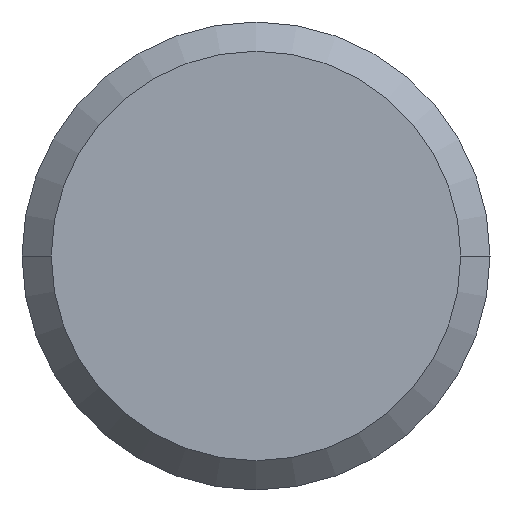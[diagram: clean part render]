
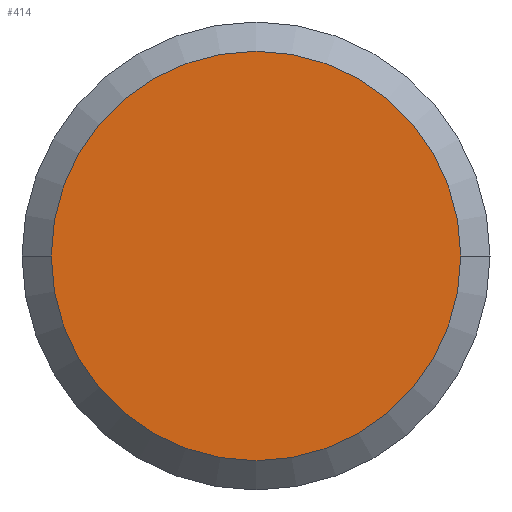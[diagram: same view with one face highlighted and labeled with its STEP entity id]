
A CAD part, left-side view. The second image highlights one B-rep face of the part: STEP entity #414.
In plain terms, the highlighted planar face has unit normal (-1, 0, 0).
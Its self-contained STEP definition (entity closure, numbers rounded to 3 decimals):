
#121=CARTESIAN_POINT('',(-13.6,0.,0.));
#122=DIRECTION('',(-1.,0.,0.));
#123=DIRECTION('',(0.,1.,0.));
#124=AXIS2_PLACEMENT_3D('',#121,#122,#123);
#139=CARTESIAN_POINT('',(-13.6,0.,0.));
#140=DIRECTION('',(1.,0.,0.));
#141=DIRECTION('',(0.,1.,0.));
#142=AXIS2_PLACEMENT_3D('',#139,#140,#141);
#173=CARTESIAN_POINT('',(-13.6,3.5,0.));
#174=CARTESIAN_POINT('',(-13.6,-3.5,0.));
#175=VERTEX_POINT('',#173);
#176=VERTEX_POINT('',#174);
#404=CARTESIAN_POINT('',(-13.6,0.,0.));
#405=DIRECTION('',(1.,0.,0.));
#406=DIRECTION('',(0.,-1.,0.));
#407=AXIS2_PLACEMENT_3D('',#404,#405,#406);
#408=PLANE('',#407);
#409=ORIENTED_EDGE('',*,*,#394,.F.);
#411=ORIENTED_EDGE('',*,*,#410,.T.);
#412=EDGE_LOOP('',(#409,#411));
#413=FACE_OUTER_BOUND('',#412,.F.);
#414=ADVANCED_FACE('',(#413),#408,.F.);
#125=CIRCLE('',#124,3.5);
#143=CIRCLE('',#142,3.5);
#394=EDGE_CURVE('',#175,#176,#125,.T.);
#410=EDGE_CURVE('',#175,#176,#143,.T.);
